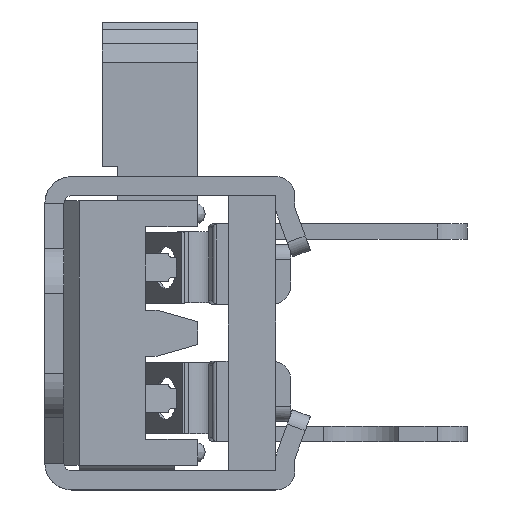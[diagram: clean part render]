
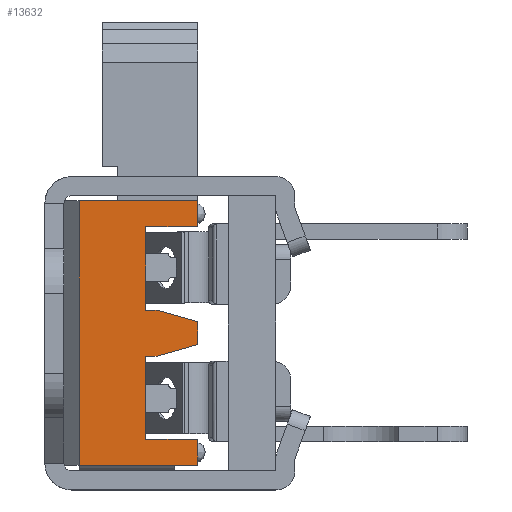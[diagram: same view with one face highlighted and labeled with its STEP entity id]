
A CAD part, left-side view. The second image highlights one B-rep face of the part: STEP entity #13632.
In plain terms, the highlighted planar face has unit normal (-1, 0, 0).
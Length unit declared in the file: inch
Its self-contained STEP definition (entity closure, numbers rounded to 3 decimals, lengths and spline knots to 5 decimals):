
#1348=FACE_OUTER_BOUND('',#2026,.T.);
#2026=EDGE_LOOP('',(#11975,#11976,#11977,#11978,#11979,#11980,#11981,#11982,
#11983,#11984,#11985,#11986,#11987,#11988));
#3075=LINE('',#20943,#4544);
#3084=LINE('',#20962,#4553);
#3088=LINE('',#20970,#4557);
#3409=LINE('',#21903,#4878);
#3412=LINE('',#21911,#4881);
#3426=LINE('',#22093,#4895);
#3429=LINE('',#22099,#4898);
#3433=LINE('',#22106,#4902);
#3435=LINE('',#22111,#4904);
#3439=LINE('',#22118,#4908);
#3442=LINE('',#22124,#4911);
#3446=LINE('',#22130,#4915);
#3447=LINE('',#22132,#4916);
#3495=LINE('',#22236,#4964);
#4544=VECTOR('',#17163,0.3937);
#4553=VECTOR('',#17178,0.3937);
#4557=VECTOR('',#17184,0.3937);
#4878=VECTOR('',#18047,0.3937);
#4881=VECTOR('',#18054,0.3937);
#4895=VECTOR('',#18148,0.3937);
#4898=VECTOR('',#18153,0.3937);
#4902=VECTOR('',#18159,0.3937);
#4904=VECTOR('',#18163,0.3937);
#4908=VECTOR('',#18169,0.3937);
#4911=VECTOR('',#18174,0.3937);
#4915=VECTOR('',#18182,0.3937);
#4916=VECTOR('',#18185,0.3937);
#4964=VECTOR('',#18285,0.3937);
#5867=VERTEX_POINT('',#20940);
#5868=VERTEX_POINT('',#20942);
#5875=VERTEX_POINT('',#20960);
#5878=VERTEX_POINT('',#20968);
#6170=VERTEX_POINT('',#21900);
#6171=VERTEX_POINT('',#21902);
#6173=VERTEX_POINT('',#21908);
#6174=VERTEX_POINT('',#21910);
#6194=VERTEX_POINT('',#22092);
#6196=VERTEX_POINT('',#22098);
#6198=VERTEX_POINT('',#22104);
#6200=VERTEX_POINT('',#22110);
#6202=VERTEX_POINT('',#22116);
#6204=VERTEX_POINT('',#22122);
#7580=EDGE_CURVE('',#5868,#5867,#3075,.T.);
#7589=EDGE_CURVE('',#5875,#5867,#3084,.T.);
#7593=EDGE_CURVE('',#5875,#5878,#3088,.T.);
#8042=EDGE_CURVE('',#6171,#6170,#3409,.T.);
#8046=EDGE_CURVE('',#6174,#6173,#3412,.T.);
#8080=EDGE_CURVE('',#6194,#6174,#3426,.T.);
#8083=EDGE_CURVE('',#6196,#6194,#3429,.T.);
#8087=EDGE_CURVE('',#6173,#6198,#3433,.T.);
#8089=EDGE_CURVE('',#6200,#6171,#3435,.T.);
#8093=EDGE_CURVE('',#6170,#6202,#3439,.T.);
#8096=EDGE_CURVE('',#6202,#6204,#3442,.T.);
#8100=EDGE_CURVE('',#6196,#6204,#3446,.T.);
#8101=EDGE_CURVE('',#6200,#5878,#3447,.T.);
#8152=EDGE_CURVE('',#5868,#6198,#3495,.T.);
#11975=ORIENTED_EDGE('',*,*,#7589,.F.);
#11976=ORIENTED_EDGE('',*,*,#7593,.T.);
#11977=ORIENTED_EDGE('',*,*,#8101,.F.);
#11978=ORIENTED_EDGE('',*,*,#8089,.T.);
#11979=ORIENTED_EDGE('',*,*,#8042,.T.);
#11980=ORIENTED_EDGE('',*,*,#8093,.T.);
#11981=ORIENTED_EDGE('',*,*,#8096,.T.);
#11982=ORIENTED_EDGE('',*,*,#8100,.F.);
#11983=ORIENTED_EDGE('',*,*,#8083,.T.);
#11984=ORIENTED_EDGE('',*,*,#8080,.T.);
#11985=ORIENTED_EDGE('',*,*,#8046,.T.);
#11986=ORIENTED_EDGE('',*,*,#8087,.T.);
#11987=ORIENTED_EDGE('',*,*,#8152,.F.);
#11988=ORIENTED_EDGE('',*,*,#7580,.T.);
#12397=PLANE('',#14708);
#13632=ADVANCED_FACE('',(#1348),#12397,.T.);
#14708=AXIS2_PLACEMENT_3D('',#22237,#18286,#18287);
#17163=DIRECTION('',(0.,1.,0.));
#17178=DIRECTION('',(0.,0.,1.));
#17184=DIRECTION('',(0.,-1.,0.));
#18047=DIRECTION('',(0.,0.,1.));
#18054=DIRECTION('',(0.,0.,1.));
#18148=DIRECTION('',(0.,1.,0.));
#18153=DIRECTION('',(0.,0.962,0.272));
#18159=DIRECTION('',(0.,-1.,0.));
#18163=DIRECTION('',(0.,1.,0.));
#18169=DIRECTION('',(0.,-1.,0.));
#18174=DIRECTION('',(0.,-0.962,0.272));
#18182=DIRECTION('',(0.,0.,-1.));
#18185=DIRECTION('',(0.,0.,-1.));
#18285=DIRECTION('',(0.,0.,-1.));
#18286=DIRECTION('center_axis',(-1.,0.,0.));
#18287=DIRECTION('ref_axis',(0.,0.,
1.));
#20940=CARTESIAN_POINT('',(0.96507,-0.04525,0.29462));
#20942=CARTESIAN_POINT('',(0.96507,-0.20025,0.29462));
#20943=CARTESIAN_POINT('',(0.96507,-0.20025,0.29462));
#20960=CARTESIAN_POINT('',(0.96507,-0.04525,-0.05138));
#20962=CARTESIAN_POINT('',(0.96507,-0.04525,0.12162));
#20968=CARTESIAN_POINT('',(0.96507,-0.20025,-0.05138));
#20970=CARTESIAN_POINT('',(0.96507,-0.20025,-0.05138));
#21900=CARTESIAN_POINT('',(0.96507,-0.13225,0.09162));
#21902=CARTESIAN_POINT('',(0.96507,-0.13225,-0.01738));
#21903=CARTESIAN_POINT('',(0.96507,-0.13225,0.10662));
#21908=CARTESIAN_POINT('',(0.96507,-0.13225,0.26062));
#21910=CARTESIAN_POINT('',(0.96507,-0.13225,0.15162));
#21911=CARTESIAN_POINT('',(0.96507,-0.13225,0.19112));
#22092=CARTESIAN_POINT('',(0.96507,-0.14725,0.15162));
#22093=CARTESIAN_POINT('',(0.96507,-0.16625,0.15162));
#22098=CARTESIAN_POINT('',(0.96507,-0.20025,0.13662));
#22099=CARTESIAN_POINT('',(0.96507,-0.17572,0.14357));
#22104=CARTESIAN_POINT('',(0.96507,-0.20025,0.26062));
#22106=CARTESIAN_POINT('',(0.96507,-0.20025,0.26062));
#22110=CARTESIAN_POINT('',(0.96507,-0.20025,-0.01738));
#22111=CARTESIAN_POINT('',(0.96507,-0.16625,-0.01738));
#22116=CARTESIAN_POINT('',(0.96507,-0.14725,0.09162));
#22118=CARTESIAN_POINT('',(0.96507,-0.17375,0.09162));
#22122=CARTESIAN_POINT('',(0.96507,-0.20025,0.10662));
#22124=CARTESIAN_POINT('',(0.96507,-0.20222,0.10718));
#22130=CARTESIAN_POINT('',(0.96507,-0.20025,0.12162));
#22132=CARTESIAN_POINT('',(0.96507,-0.20025,0.12162));
#22236=CARTESIAN_POINT('',(0.96507,-0.20025,0.12162));
#22237=CARTESIAN_POINT('Origin',(0.96507,-0.20025,0.12162));
